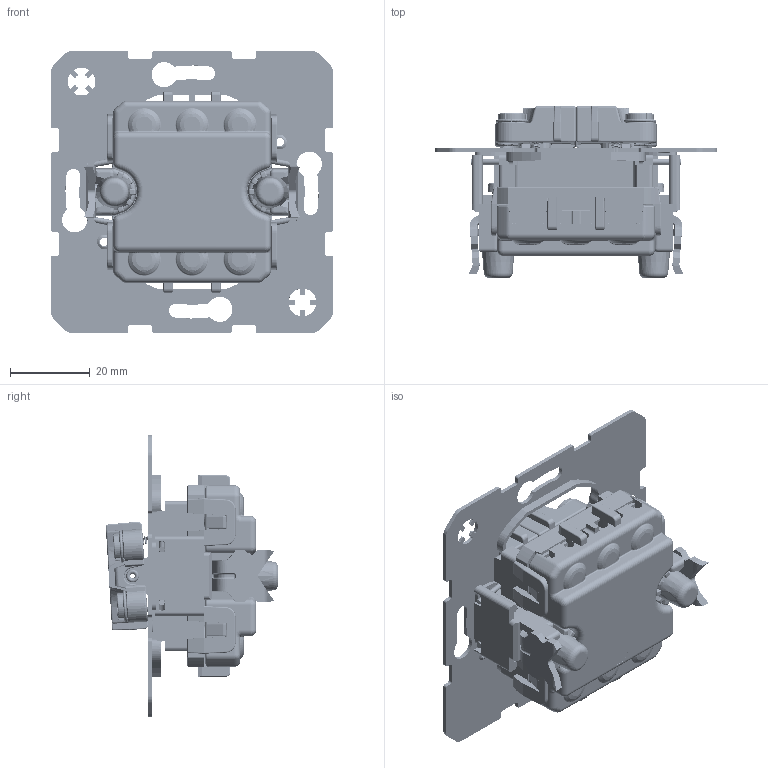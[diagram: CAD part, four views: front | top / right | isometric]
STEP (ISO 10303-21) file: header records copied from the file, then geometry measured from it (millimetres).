
FILE_DESCRIPTION((''),'2;1');
FILE_NAME('WDE34343_ASM','2025-04-10T17:08:00',('bassanm'),(''),'CREO PARAMETRIC BY PTC INC, 2023154','CREO PARAMETRIC BY PTC INC, 2023154','');
FILE_SCHEMA(('CONFIG_CONTROL_DESIGN','SHAPE_APPEARANCE_LAYERS_GROUPS'));
Products named in the file (24): 303212_SKEL0001; 9201754000; 9202063000; 9202042000; 9003828000; 9005598052; 9005990051; 9005991000; 9023562001; 9003781000; 9204053069; 9204055009; 9204057069; 9024185500; 9024185003; 9003895000; 9204054069; 9024001501; 9001950000; 9003852000; 9003852120_ASM; 9201726000_002; 9201730000_001; WDE34343_ASM
Assembly tree (50 placements, depth 3):
  WDE34343_ASM
    303212_SKEL0001
    9201754000
    9202063000  x5
    9202042000  x2
    9003828000  x2
    9005598052  x2
    9005990051
    9005991000  x5
    9023562001
    9003781000  x4
    9204053069  x2
    9204055009
    9204057069  x2
    9024185500
    9024185003
    9003895000  x4
    9204054069  x2
    9024001501
    9003852120_ASM  x2
      9001950000
      9003852000
    9201726000_002  x4
    9201730000_001  x4
Bounding box: 70.85 x 43.27 x 70.85 mm (x, y, z)
Volume: 31472.9 mm3; surface area: 46415.9 mm2
Topology: 49 solids, 59 shells, 6287 faces, 16588 edges, 10439 vertices
Faces by surface type: plane 3280, cylinder 1380, extrusion 481, bspline 338, cone 336, torus 288, sphere 184
Entity records: 212763 total; most frequent: CARTESIAN_POINT 74938, ORIENTED_EDGE 28706, DIRECTION 24936, EDGE_CURVE 14357, VECTOR 9700, LINE 9219, VERTEX_POINT 9127, AXIS2_PLACEMENT_3D 7618
